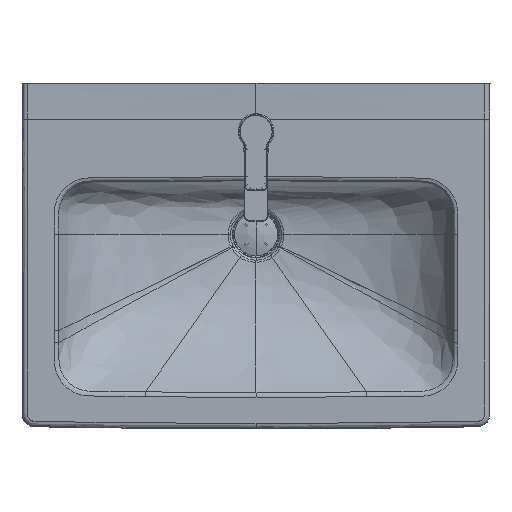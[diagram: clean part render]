
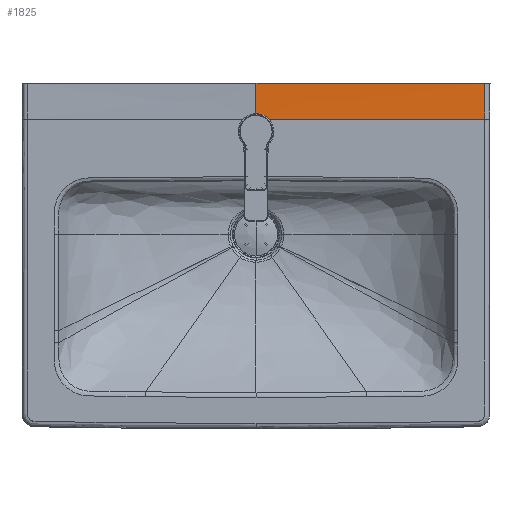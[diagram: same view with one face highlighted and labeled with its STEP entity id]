
A CAD part, top view. The second image highlights one B-rep face of the part: STEP entity #1825.
In plain terms, the highlighted free-form (B-spline) face has degree [5, 5] with [6, 12] control points.
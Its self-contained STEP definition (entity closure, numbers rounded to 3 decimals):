
#268=B_SPLINE_SURFACE_WITH_KNOTS('',5,5,((#39077,#39078,#39079,#39080,#39081,
#39082,#39083,#39084,#39085,#39086,#39087,#39088),(#39089,#39090,#39091,
#39092,#39093,#39094,#39095,#39096,#39097,#39098,#39099,#39100),(#39101,
#39102,#39103,#39104,#39105,#39106,#39107,#39108,#39109,#39110,#39111,#39112),
(#39113,#39114,#39115,#39116,#39117,#39118,#39119,#39120,#39121,#39122,
#39123,#39124),(#39125,#39126,#39127,#39128,#39129,#39130,#39131,#39132,
#39133,#39134,#39135,#39136),(#39137,#39138,#39139,#39140,#39141,#39142,
#39143,#39144,#39145,#39146,#39147,#39148)),.UNSPECIFIED.,.F.,.F.,.F.,(6,
6),(6,3,3,6),(0.,325.236),(638.002,650.501,675.5,
700.499),.UNSPECIFIED.);
#603=B_SPLINE_CURVE_WITH_KNOTS('',5,(#103734,#103735,#103736,#103737,#103738,
#103739,#103740,#103741,#103742),.UNSPECIFIED.,.F.,.F.,(6,3,6),(0.074,
35.388,69.995),.UNSPECIFIED.);
#607=B_SPLINE_CURVE_WITH_KNOTS('',1,(#104028,#104029),.UNSPECIFIED.,.F.,
 .F.,(2,2),(-313.463,0.),.UNSPECIFIED.);
#703=B_SPLINE_CURVE_WITH_KNOTS('',3,(#105591,#105592,#105593,#105594),
 .UNSPECIFIED.,.F.,.F.,(4,4),(0.,5.93),.UNSPECIFIED.);
#768=B_SPLINE_CURVE_WITH_KNOTS('',3,(#106874,#106875,#106876,#106877,#106878,
#106879),.UNSPECIFIED.,.F.,.F.,(4,2,4),(1263.451,1298.509,
1333.567),.UNSPECIFIED.);
#955=B_SPLINE_CURVE_WITH_KNOTS('',3,(#109843,#109844,#109845,#109846),
 .UNSPECIFIED.,.F.,.F.,(4,4),(-449.308,0.),.UNSPECIFIED.);
#1825=ADVANCED_FACE('',(#2387),#268,.T.);
#2387=FACE_OUTER_BOUND('',#2942,.T.);
#2942=EDGE_LOOP('',(#4266,#4267,#4268,#4269,#4270));
#4266=ORIENTED_EDGE('',*,*,#6627,.T.);
#4267=ORIENTED_EDGE('',*,*,#6195,.T.);
#4268=ORIENTED_EDGE('',*,*,#6312,.T.);
#4269=ORIENTED_EDGE('',*,*,#6199,.T.);
#4270=ORIENTED_EDGE('',*,*,#6391,.T.);
#6195=EDGE_CURVE('',#8028,#8026,#603,.T.);
#6199=EDGE_CURVE('',#8033,#8032,#607,.T.);
#6312=EDGE_CURVE('',#8026,#8033,#703,.T.);
#6391=EDGE_CURVE('',#8032,#8170,#768,.T.);
#6627=EDGE_CURVE('',#8170,#8028,#955,.T.);
#8026=VERTEX_POINT('',#102653);
#8028=VERTEX_POINT('',#102655);
#8032=VERTEX_POINT('',#102659);
#8033=VERTEX_POINT('',#102660);
#8170=VERTEX_POINT('',#102797);
#39077=CARTESIAN_POINT('',(325.209,252.602,82.954));
#39078=CARTESIAN_POINT('',(325.212,250.101,82.954));
#39079=CARTESIAN_POINT('',(325.214,247.599,82.954));
#39080=CARTESIAN_POINT('',(325.217,245.098,82.954));
#39081=CARTESIAN_POINT('',(325.225,237.591,82.954));
#39082=CARTESIAN_POINT('',(325.209,230.098,82.954));
#39083=CARTESIAN_POINT('',(325.212,225.095,82.954));
#39084=CARTESIAN_POINT('',(325.204,215.097,82.954));
#39085=CARTESIAN_POINT('',(325.2,205.096,82.954));
#39086=CARTESIAN_POINT('',(325.196,200.097,82.954));
#39087=CARTESIAN_POINT('',(325.193,195.097,82.954));
#39088=CARTESIAN_POINT('',(325.19,190.097,82.954));
#39089=CARTESIAN_POINT('',(260.169,252.603,83.869));
#39090=CARTESIAN_POINT('',(260.17,250.101,83.805));
#39091=CARTESIAN_POINT('',(260.171,247.6,83.741));
#39092=CARTESIAN_POINT('',(260.172,245.099,83.678));
#39093=CARTESIAN_POINT('',(260.175,237.593,83.486));
#39094=CARTESIAN_POINT('',(260.163,230.096,83.329));
#39095=CARTESIAN_POINT('',(260.164,225.094,83.239));
#39096=CARTESIAN_POINT('',(260.157,215.095,83.089));
#39097=CARTESIAN_POINT('',(260.153,205.094,82.999));
#39098=CARTESIAN_POINT('',(260.15,200.095,82.969));
#39099=CARTESIAN_POINT('',(260.148,195.096,82.954));
#39100=CARTESIAN_POINT('',(260.145,190.097,82.954));
#39101=CARTESIAN_POINT('',(195.124,252.598,84.555));
#39102=CARTESIAN_POINT('',(195.124,250.098,84.444));
#39103=CARTESIAN_POINT('',(195.124,247.597,84.332));
#39104=CARTESIAN_POINT('',(195.124,245.097,84.22));
#39105=CARTESIAN_POINT('',(195.124,237.596,83.886));
#39106=CARTESIAN_POINT('',(195.117,230.098,83.61));
#39107=CARTESIAN_POINT('',(195.116,225.097,83.453));
#39108=CARTESIAN_POINT('',(195.111,215.098,83.19));
#39109=CARTESIAN_POINT('',(195.108,205.097,83.033));
#39110=CARTESIAN_POINT('',(195.105,200.098,82.98));
#39111=CARTESIAN_POINT('',(195.103,195.098,82.954));
#39112=CARTESIAN_POINT('',(195.102,190.097,82.954));
#39113=CARTESIAN_POINT('',(130.074,252.593,85.013));
#39114=CARTESIAN_POINT('',(130.074,250.094,84.869));
#39115=CARTESIAN_POINT('',(130.073,247.595,84.726));
#39116=CARTESIAN_POINT('',(130.073,245.096,84.582));
#39117=CARTESIAN_POINT('',(130.072,237.598,84.152));
#39118=CARTESIAN_POINT('',(130.068,230.1,83.798));
#39119=CARTESIAN_POINT('',(130.067,225.101,83.595));
#39120=CARTESIAN_POINT('',(130.064,215.102,83.258));
#39121=CARTESIAN_POINT('',(130.061,205.101,83.055));
#39122=CARTESIAN_POINT('',(130.06,200.1,82.988));
#39123=CARTESIAN_POINT('',(130.058,195.099,82.954));
#39124=CARTESIAN_POINT('',(130.057,190.097,82.954));
#39125=CARTESIAN_POINT('',(65.023,252.591,85.241));
#39126=CARTESIAN_POINT('',(65.023,250.092,85.082));
#39127=CARTESIAN_POINT('',(65.022,247.594,84.923));
#39128=CARTESIAN_POINT('',(65.022,245.095,84.763));
#39129=CARTESIAN_POINT('',(65.02,237.599,84.285));
#39130=CARTESIAN_POINT('',(65.019,230.101,83.891));
#39131=CARTESIAN_POINT('',(65.018,225.102,83.666));
#39132=CARTESIAN_POINT('',(65.017,215.104,83.291));
#39133=CARTESIAN_POINT('',(65.015,205.102,83.066));
#39134=CARTESIAN_POINT('',(65.015,200.101,82.991));
#39135=CARTESIAN_POINT('',(65.014,195.1,82.954));
#39136=CARTESIAN_POINT('',(65.013,190.097,82.954));
#39137=CARTESIAN_POINT('',(-0.03,252.591,85.241));
#39138=CARTESIAN_POINT('',(-0.03,250.092,85.082));
#39139=CARTESIAN_POINT('',(-0.03,247.594,84.923));
#39140=CARTESIAN_POINT('',(-0.03,245.095,84.763));
#39141=CARTESIAN_POINT('',(-0.03,237.599,84.285));
#39142=CARTESIAN_POINT('',(-0.03,230.101,83.891));
#39143=CARTESIAN_POINT('',(-0.03,225.102,83.666));
#39144=CARTESIAN_POINT('',(-0.03,215.104,83.291));
#39145=CARTESIAN_POINT('',(-0.03,205.102,83.066));
#39146=CARTESIAN_POINT('',(-0.03,200.101,82.991));
#39147=CARTESIAN_POINT('',(-0.03,195.1,82.954));
#39148=CARTESIAN_POINT('',(-0.03,190.097,82.954));
#102653=CARTESIAN_POINT('',(-0.03,190.597,82.954));
#102655=CARTESIAN_POINT('',(-0.03,240.097,84.454));
#102659=CARTESIAN_POINT('',(317.586,190.097,82.954));
#102660=CARTESIAN_POINT('',(4.123,190.097,82.954));
#102797=CARTESIAN_POINT('',(317.684,240.097,83.023));
#103734=CARTESIAN_POINT('',(-0.03,240.097,84.454));
#103735=CARTESIAN_POINT('',(-0.03,235.1,84.154));
#103736=CARTESIAN_POINT('',(-0.03,230.101,83.891));
#103737=CARTESIAN_POINT('',(-0.03,225.102,83.666));
#103738=CARTESIAN_POINT('',(-0.03,215.204,83.295));
#103739=CARTESIAN_POINT('',(-0.03,205.302,83.071));
#103740=CARTESIAN_POINT('',(-0.03,200.401,82.996));
#103741=CARTESIAN_POINT('',(-0.03,195.5,82.957));
#103742=CARTESIAN_POINT('',(-0.03,190.597,82.954));
#104028=CARTESIAN_POINT('',(4.123,190.097,82.954));
#104029=CARTESIAN_POINT('',(317.586,190.097,82.954));
#105591=CARTESIAN_POINT('',(-0.03,190.597,82.954));
#105592=CARTESIAN_POINT('',(1.384,190.597,82.954));
#105593=CARTESIAN_POINT('',(2.749,190.433,82.954));
#105594=CARTESIAN_POINT('',(4.123,190.097,82.954));
#106874=CARTESIAN_POINT('',(317.586,190.097,82.954));
#106875=CARTESIAN_POINT('',(317.591,198.367,82.954));
#106876=CARTESIAN_POINT('',(317.6,205.984,82.959));
#106877=CARTESIAN_POINT('',(317.636,224.348,82.984));
#106878=CARTESIAN_POINT('',(317.661,232.363,83.002));
#106879=CARTESIAN_POINT('',(317.684,240.097,83.023));
#109843=CARTESIAN_POINT('',(317.684,240.097,83.023));
#109844=CARTESIAN_POINT('',(211.782,240.097,83.977));
#109845=CARTESIAN_POINT('',(105.876,240.097,84.454));
#109846=CARTESIAN_POINT('',(-0.03,240.097,84.454));
